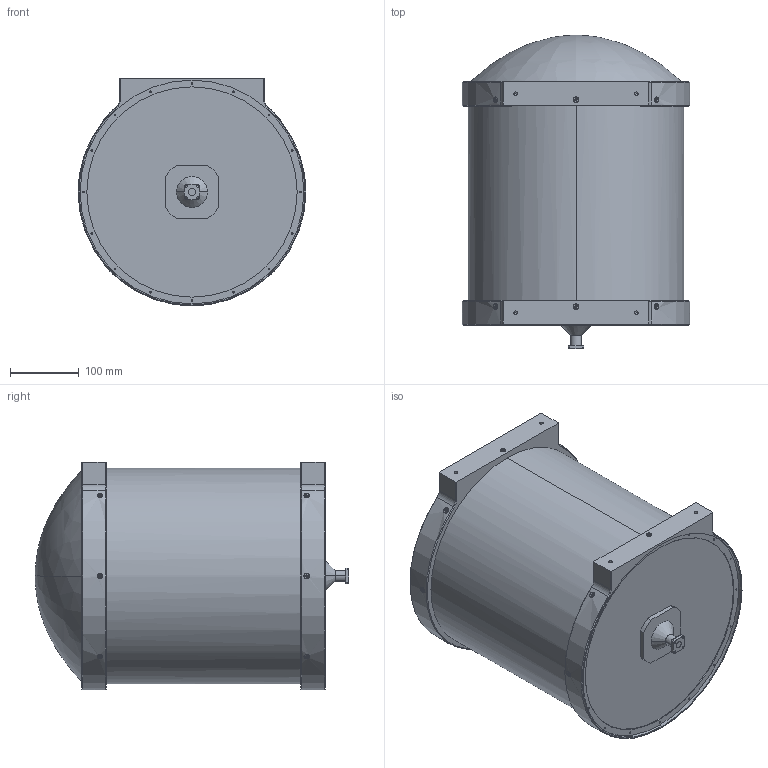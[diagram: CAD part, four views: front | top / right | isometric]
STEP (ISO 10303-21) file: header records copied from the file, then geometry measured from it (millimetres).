
FILE_DESCRIPTION (( 'STEP AP203' ), '1' );
FILE_NAME ('AG-CK34-396.STEP', '2022-02-28T21:31:05', ( '' ), ( '' ), 'SwSTEP 2.0', 'SolidWorks 2021', '' );
FILE_SCHEMA (( 'CONFIG_CONTROL_DESIGN' ));
Length unit declared in the file: millimetre
Products named in the file (1): AG-CK34-396
Bounding box: 330.2 x 454.63 x 330.2 mm (x, y, z)
Volume: 29941445.4 mm3; surface area: 694644.7 mm2
Topology: 25 solids, 25 shells, 1380 faces, 3778 edges, 2365 vertices
Faces by surface type: plane 648, cone 440, cylinder 288, bspline 2, torus 2
Entity records: 50241 total; most frequent: CARTESIAN_POINT 16848, ORIENTED_EDGE 7280, DIRECTION 6470, EDGE_CURVE 3640, AXIS2_PLACEMENT_3D 2405, VERTEX_POINT 2365, VECTOR 1660, LINE 1660
